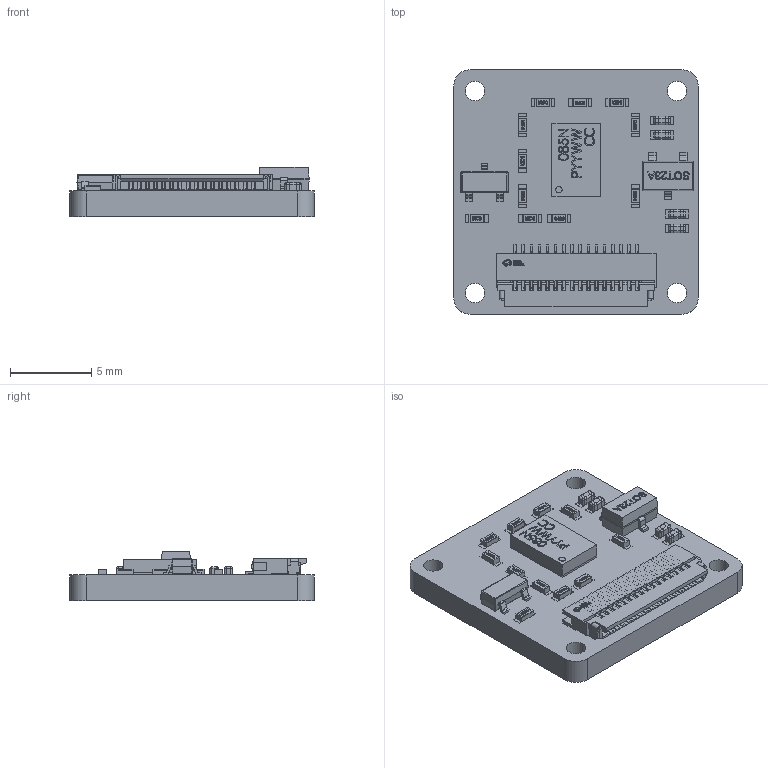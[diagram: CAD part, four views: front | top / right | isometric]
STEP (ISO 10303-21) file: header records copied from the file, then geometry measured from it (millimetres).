
FILE_DESCRIPTION(('Open CASCADE Model'),'2;1');
FILE_NAME('Open CASCADE Shape Model','2023-03-29T17:41:33',('Author'),( 'Open CASCADE'),'Open CASCADE STEP processor 7.5','Open CASCADE 7.5' ,'Unknown');
FILE_SCHEMA(('AUTOMOTIVE_DESIGN { 1 0 10303 214 1 1 1 1 }'));
Length unit declared in the file: millimetre
Products named in the file (36): PCB; Board; Open CASCADE STEP translator 7.5 3.1.1; R11; R0402; 6503965040; Extruded; R10; U2; User Library-SOT23A; U1; User Library-16-LGA; R9; R8; R7; R6; R5; R4; R3; R2; R1; Q1; sot-23-3-infineon; FPC1; AFC05-S16FIA-00; FPC1.step; FPC-SMD_16P-P0.50_THD0510-16CL-GF.step; COMPOUND.step; C4; 6380768336; Open CASCADE STEP translator 7.5 3.17.1.1; Open CASCADE STEP translator 7.5 3.17.1.2; Open CASCADE STEP translator 7.5 3.17.1.3; C3; C2; C1
Assembly tree (77 placements, depth 6):
  PCB
    Board
      Open CASCADE STEP translator 7.5 3.1.1
    R11
      R0402
      6503965040  x2
        Extruded
    R10
      R0402
      6503965040  x2
        Extruded
    U2
      User Library-SOT23A
    U1
      User Library-16-LGA
    R9
      R0402
      6503965040  x2
        Extruded
    R8
      R0402
      6503965040  x2
        Extruded
    R7
      R0402
      6503965040  x2
        Extruded
    R6
      R0402
      6503965040  x2
        Extruded
    R5
      R0402
      6503965040  x2
        Extruded
    R4
      R0402
      6503965040  x2
        Extruded
    R3
      R0402
      6503965040  x2
        Extruded
    R2
      R0402
      6503965040  x2
        Extruded
    R1
      R0402
      6503965040  x2
        Extruded
    Q1
      sot-23-3-infineon
    FPC1
      AFC05-S16FIA-00
        FPC1.step
          FPC-SMD_16P-P0.50_THD0510-16CL-GF.step
            COMPOUND.step
    C4
      6380768336
Bounding box: 15 x 15 x 3.03 mm (x, y, z)
Volume: 390.3 mm3; surface area: 970 mm2
Topology: 89 solids, 89 shells, 2581 faces, 6793 edges, 4486 vertices
Faces by surface type: plane 1804, bspline 511, cylinder 242, sphere 24
Full cylindrical faces by diameter (mm): 1.2 x4
Entity records: 58713 total; most frequent: CARTESIAN_POINT 17074, ORIENTED_EDGE 8482, DIRECTION 7015, EDGE_CURVE 4241, LINE 3403, VECTOR 3403, VERTEX_POINT 2802, AXIS2_PLACEMENT_3D 1806
